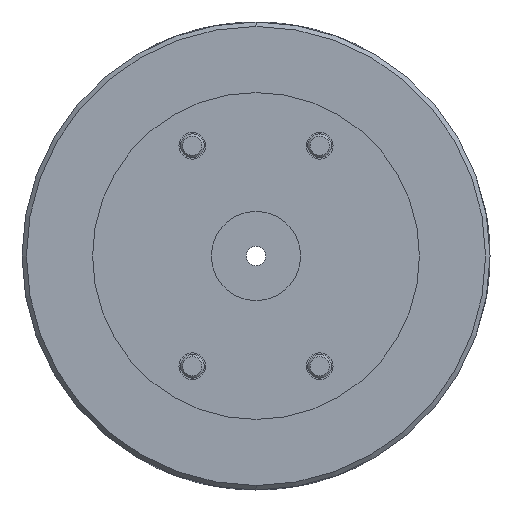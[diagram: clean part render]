
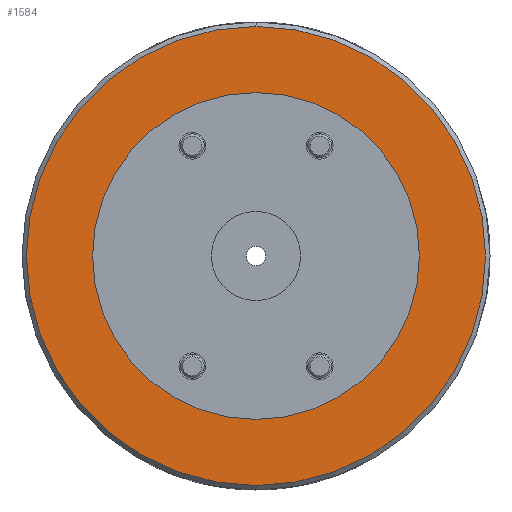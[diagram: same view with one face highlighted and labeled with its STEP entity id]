
A CAD part, left-side view. The second image highlights one B-rep face of the part: STEP entity #1584.
In plain terms, the highlighted planar face has unit normal (-1, 0, 0).
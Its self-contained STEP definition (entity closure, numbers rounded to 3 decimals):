
#129 = EDGE_CURVE ( 'NONE', #2572, #2328, #4740, .T. ) ;
#251 = CIRCLE ( 'NONE', #2843, 110. ) ;
#347 = DIRECTION ( 'NONE',  ( -1., 0., 0. ) ) ;
#461 = ORIENTED_EDGE ( 'NONE', *, *, #129, .T. ) ;
#521 = FACE_BOUND ( 'NONE', #3252, .T. ) ;
#531 = EDGE_CURVE ( 'NONE', #3604, #1019, #2732, .T. ) ;
#617 = DIRECTION ( 'NONE',  ( 1., 0., 0. ) ) ;
#1019 = VERTEX_POINT ( 'NONE', #2026 ) ;
#1157 = CARTESIAN_POINT ( 'NONE',  ( 0., 110., 0. ) ) ;
#1583 = ORIENTED_EDGE ( 'NONE', *, *, #4382, .F. ) ;
#1584 = ADVANCED_FACE ( 'NONE', ( #6107, #521 ), #4917, .F. ) ;
#1662 = CARTESIAN_POINT ( 'NONE',  ( 0., 0., 0. ) ) ;
#1967 = DIRECTION ( 'NONE',  ( 0., 0., 1. ) ) ;
#2026 = CARTESIAN_POINT ( 'NONE',  ( 0., 0., -110. ) ) ;
#2067 = CARTESIAN_POINT ( 'NONE',  ( 0., 0., 0. ) ) ;
#2328 = VERTEX_POINT ( 'NONE', #4130 ) ;
#2544 = DIRECTION ( 'NONE',  ( -1., 0., 0. ) ) ;
#2568 = AXIS2_PLACEMENT_3D ( 'NONE', #1157, #617, #4371 ) ;
#2572 = VERTEX_POINT ( 'NONE', #4457 ) ;
#2601 = DIRECTION ( 'NONE',  ( 0., 0., -1. ) ) ;
#2732 = CIRCLE ( 'NONE', #3086, 110. ) ;
#2843 = AXIS2_PLACEMENT_3D ( 'NONE', #4377, #4289, #4238 ) ;
#2852 = CIRCLE ( 'NONE', #3060, 154.5 ) ;
#3060 = AXIS2_PLACEMENT_3D ( 'NONE', #2067, #5823, #2601 ) ;
#3086 = AXIS2_PLACEMENT_3D ( 'NONE', #1662, #2544, #1967 ) ;
#3252 = EDGE_LOOP ( 'NONE', ( #4156, #1583 ) ) ;
#3294 = EDGE_LOOP ( 'NONE', ( #6305, #461 ) ) ;
#3441 = CARTESIAN_POINT ( 'NONE',  ( 0., 0., 110. ) ) ;
#3604 = VERTEX_POINT ( 'NONE', #3441 ) ;
#3985 = DIRECTION ( 'NONE',  ( 0., 0., -1. ) ) ;
#4130 = CARTESIAN_POINT ( 'NONE',  ( 0., 0., -154.5 ) ) ;
#4156 = ORIENTED_EDGE ( 'NONE', *, *, #531, .F. ) ;
#4238 = DIRECTION ( 'NONE',  ( 0., 0., 1. ) ) ;
#4289 = DIRECTION ( 'NONE',  ( -1., 0., 0. ) ) ;
#4371 = DIRECTION ( 'NONE',  ( 0., 0., -1. ) ) ;
#4377 = CARTESIAN_POINT ( 'NONE',  ( 0., 0., 0. ) ) ;
#4382 = EDGE_CURVE ( 'NONE', #1019, #3604, #251, .T. ) ;
#4457 = CARTESIAN_POINT ( 'NONE',  ( 0., 0., 154.5 ) ) ;
#4624 = EDGE_CURVE ( 'NONE', #2328, #2572, #2852, .T. ) ;
#4740 = CIRCLE ( 'NONE', #6274, 154.5 ) ;
#4917 = PLANE ( 'NONE',  #2568 ) ;
#5194 = CARTESIAN_POINT ( 'NONE',  ( 0., 0., 0. ) ) ;
#5823 = DIRECTION ( 'NONE',  ( -1., 0., 0. ) ) ;
#6107 = FACE_OUTER_BOUND ( 'NONE', #3294, .T. ) ;
#6274 = AXIS2_PLACEMENT_3D ( 'NONE', #5194, #347, #3985 ) ;
#6305 = ORIENTED_EDGE ( 'NONE', *, *, #4624, .T. ) ;
